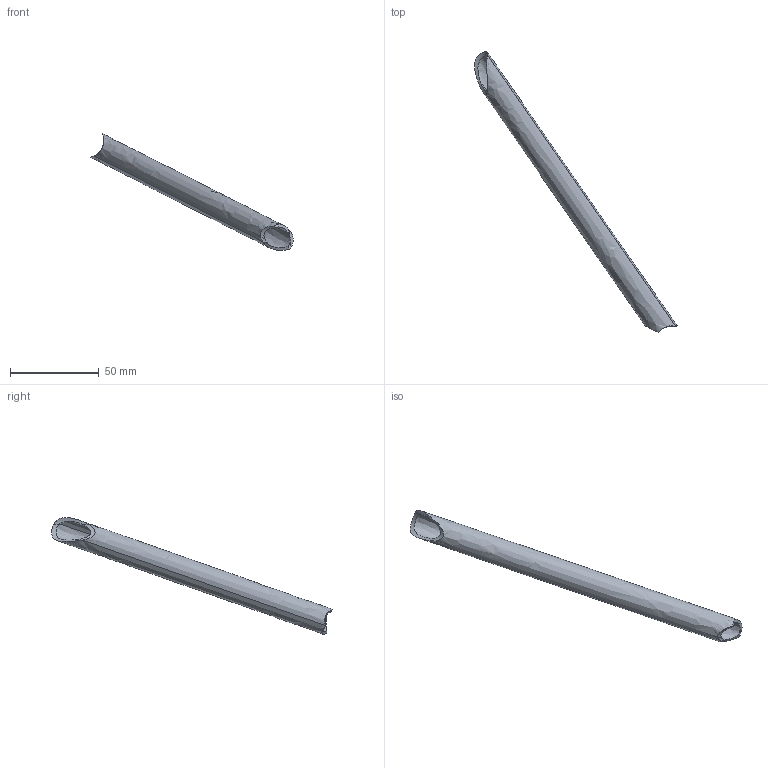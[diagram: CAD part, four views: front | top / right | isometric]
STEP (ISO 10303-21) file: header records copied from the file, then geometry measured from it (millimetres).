
FILE_DESCRIPTION(('CATIA V5 STEP Exchange'),'2;1');
FILE_NAME('64.stp','2017-12-23T19:41:50+00:00',('none'),('none'),'CATIA Version 5 Release 19 SP 2 (IN-10)','CATIA V5 STEP AP203','none');
FILE_SCHEMA(('CONFIG_CONTROL_DESIGN'));
Length unit declared in the file: millimetre
Products named in the file (1): Shape_971
Bounding box: 114.23 x 158.05 x 65.69 mm (x, y, z)
Volume: 11606.6 mm3; surface area: 15685 mm2
Topology: 1 solids, 1 shells, 12 faces, 38 edges, 27 vertices
Faces by surface type: bspline 7, cylinder 5
Entity records: 918 total; most frequent: CARTESIAN_POINT 639, ORIENTED_EDGE 72, EDGE_CURVE 36, B_SPLINE_CURVE_WITH_KNOTS 27, VERTEX_POINT 24, ADVANCED_FACE 12, EDGE_LOOP 12, FACE_OUTER_BOUND 12
